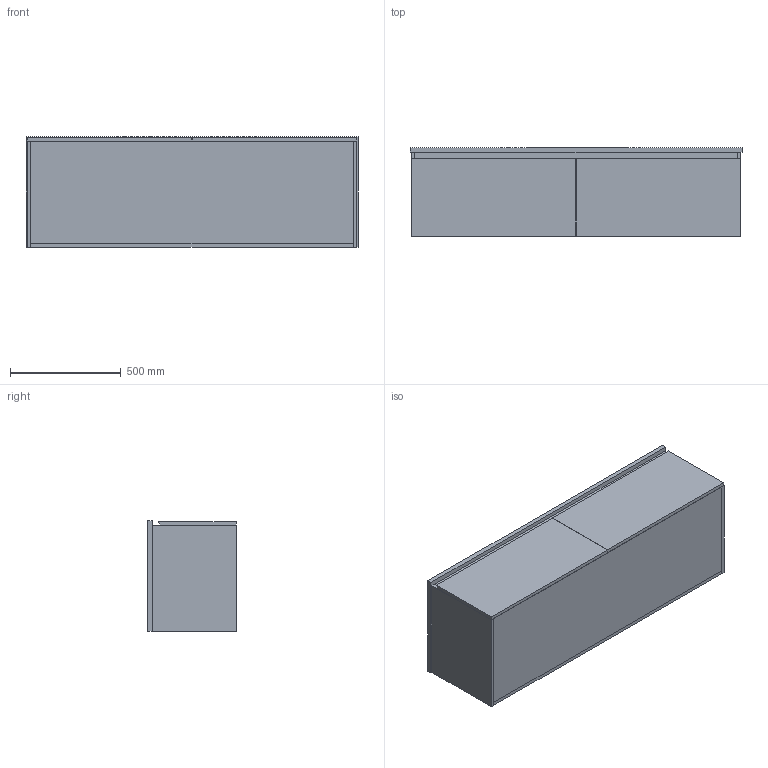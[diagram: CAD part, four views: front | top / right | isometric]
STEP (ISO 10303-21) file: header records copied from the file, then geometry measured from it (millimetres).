
FILE_DESCRIPTION (( 'STEP AP203' ), '1' );
FILE_NAME ('AD Slim Benchtop 1500 ASSEM.STEP', '2019-03-08T00:25:39', ( '' ), ( '' ), 'SwSTEP 2.0', 'SolidWorks 2015', '' );
FILE_SCHEMA (( 'CONFIG_CONTROL_DESIGN' ));
Length unit declared in the file: millimetre
Products named in the file (7): 1500 undercounter top; CERAMIC OVERFLOW COVER; Posh Solus Under Counter Basin; AD Slim Benchtop 1500; AD Slim Benchtop 1500 ASSEM; Posh Solus Under Counter Basin ASSEM.SLDPRT
Assembly tree (6 placements, depth 4):
  AD Slim Benchtop 1500 ASSEM
    AD Slim Benchtop 1500
    1500 undercounter top
      1500 undercounter top
      Posh Solus Under Counter Basin ASSEM.SLDPRT
        Posh Solus Under Counter Basin
        CERAMIC OVERFLOW COVER
Bounding box: 1500 x 400 x 500 mm (x, y, z)
Volume: 52181526.9 mm3; surface area: 6716629.2 mm2
Topology: 10 solids, 10 shells, 123 faces, 271 edges, 171 vertices
Faces by surface type: plane 90, cylinder 18, sphere 6, torus 6, bspline 3
Entity records: 4178 total; most frequent: CARTESIAN_POINT 723, DIRECTION 582, ORIENTED_EDGE 542, EDGE_CURVE 271, VECTOR 198, LINE 198, AXIS2_PLACEMENT_3D 192, VERTEX_POINT 171
